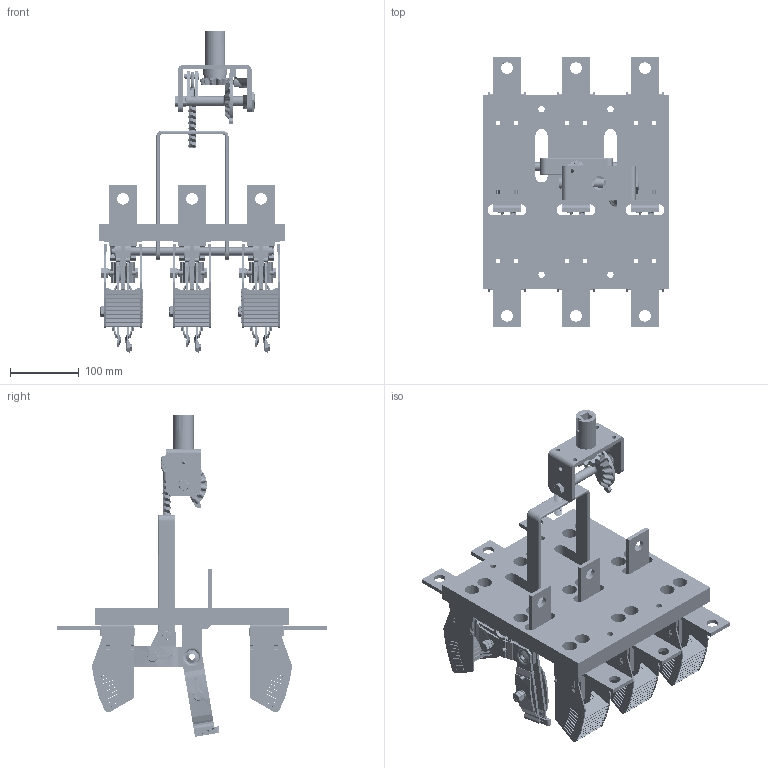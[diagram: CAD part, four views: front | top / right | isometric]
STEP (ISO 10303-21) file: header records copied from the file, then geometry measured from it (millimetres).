
FILE_DESCRIPTION (( 'STEP AP203' ), '1' );
FILE_NAME ('HS13BX-600-31.STEP', '2018-06-22T05:58:55', ( 'aa' ), ( '' ), 'SwSTEP 2.0', 'SolidWorks 2014', '' );
FILE_SCHEMA (( 'CONFIG_CONTROL_DESIGN' ));
Length unit declared in the file: millimetre
Products named in the file (41): 牷旋HS13BX-600; 覃誹蹟裝; HD13-600-31鏢說欶; QSA-630揤銅; 郪磁M4x6; HS13-600A-BX儂凳; 隅弇种; 4.33.L3.040.000藷沺; 4.33.L3.060.000薊諉; 衵絮え郪璃; HS13BX-600-31; 牷旋隅弇蹟邡; 諉盄啣600A; 酘揖芛郪璃; 4.33.L3.070.000酘絮え; 蝶啣HS13-600-31; 詩紩嘐隅蹟邡; 潑揖え600A; 衵揖芛郪璃; 4.33.L3.100.000酗標え; 4.33.L3.080.000衵絮え; 钢珠?9.5; 隅弇隊; 絮え揖芛郪璃HS13-600-31; 4.33.L3.110.000傻標え; 4.33.L3.150.000̼ˢ; 情倛蹟譫; 2.33.L3.010.000潑芛; 600A笢脣揖芛; 4.33.L3.120.000隅弇种; 4.33.L3.160.000避肣え; 紱釬粣; 4.33.L3.050.000笢粣; 鏢說掑盓殤600A; す齟M8x50; 麥芛M3X10; 儂凳盓殤; 4.33.L3.090.000盓厥璃; 鏢說掑600A; 蹟譫M8 ...
Assembly tree (85 placements, depth 5):
  HS13BX-600-31
    蝶啣HS13-600-31
    絮え揖芛郪璃HS13-600-31  x3
      酘揖芛郪璃
        衵絮え郪璃
          4.33.L3.080.000衵絮え
          4.33.L3.150.000̼ˢ
          4.33.L3.160.000避肣え
          麥芛M3X10  x2
          蹟譫M3  x2
          郪磁M4x6  x2
        4.33.L3.070.000酘絮え
        4.33.L3.100.000酗標え  x2
        4.33.L3.110.000傻標え  x2
        4.33.L3.120.000隅弇种
        す齟M8x50
        蹟譫M8  x2
        QSA-630揤銅
        4.33.L3.060.000薊諉
      衵揖芛郪璃
        衵絮え郪璃
          4.33.L3.080.000衵絮え
          4.33.L3.150.000̼ˢ
          4.33.L3.160.000避肣え
          麥芛M3X10  x2
          蹟譫M3  x2
          郪磁M4x6  x2
        4.33.L3.070.000酘絮え
        4.33.L3.100.000酗標え  x2
        4.33.L3.110.000傻標え  x2
        4.33.L3.120.000隅弇种
        す齟M8x50
        蹟譫M8  x2
        QSA-630揤銅
    600A笢脣揖芛  x3
    HD13-600-31鏢說欶  x6
      鏢說掑盓殤600A
      鏢說掑600A
    4.33.L3.040.000藷沺
    2.33.L3.010.000潑芛  x6
      諉盄啣600A
      潑揖え600A
      隅弇隊
    4.33.L3.050.000笢粣
    4.33.L3.090.000盓厥璃  x6
    HS13-600A-BX儂凳
      覃誹蹟裝
      隅弇种
      牷旋隅弇蹟邡
      詩紩嘐隅蹟邡
      钢珠?9.5
      情倛蹟譫
      紱釬粣
      儂凳盓殤
      牷旋HS13BX-600
Bounding box: 270 x 392 x 466.27 mm (x, y, z)
Volume: 2798831.4 mm3; surface area: 1128896.3 mm2
Topology: 234 solids, 234 shells, 8503 faces, 21820 edges, 13807 vertices
Faces by surface type: plane 5629, cylinder 2260, bspline 285, cone 227, torus 73, sphere 29
Full cylindrical faces by diameter (mm): 3 x180, 3.1 x12, 3.3 x24, 4 x84, 4.2 x12, 5.3 x12, 5.5 x12, 5.9 x19, 6 x12, 6.8 x23, 7 x12, 7.8 x10, 7.85 x6, 8.3 x6, 8.5 x42, 9 x34, 9.6 x1, 10.4 x1, 10.5 x1, 11.5 x12, 12 x3, 12.2 x3, 12.5 x3, 14 x1, 15.4 x1, 16 x1, 17 x9, 20.5 x12, 21.5 x18, 22 x5
Entity records: 73246 total; most frequent: CARTESIAN_POINT 35400, ORIENTED_EDGE 6566, DIRECTION 6492, EDGE_CURVE 3283, AXIS2_PLACEMENT_3D 2337, VERTEX_POINT 2137, VECTOR 1818, LINE 1818
